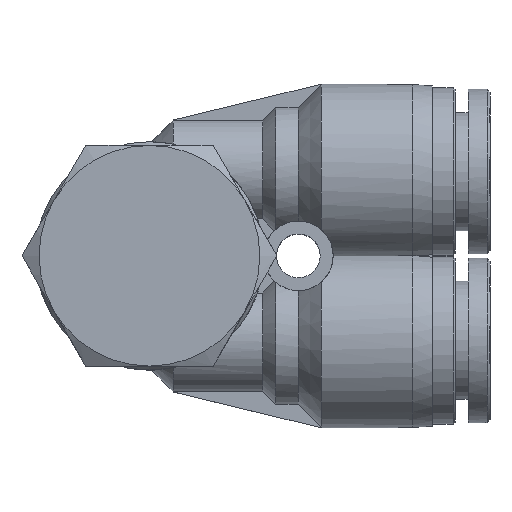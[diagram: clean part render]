
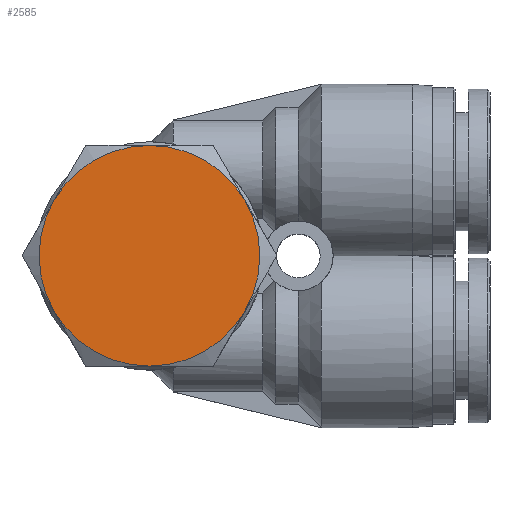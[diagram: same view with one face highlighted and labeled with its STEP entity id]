
A CAD part, top view. The second image highlights one B-rep face of the part: STEP entity #2585.
In plain terms, the highlighted face is planar.
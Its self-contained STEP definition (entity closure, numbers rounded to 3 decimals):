
#2102=CARTESIAN_POINT('',(0.,-9.626,-5.558));
#2103=VERTEX_POINT('',#2102);
#2117=CARTESIAN_POINT('',(0.,-9.626,5.557));
#2118=VERTEX_POINT('',#2117);
#2132=CARTESIAN_POINT('',(0.,0.,0.0));
#2133=DIRECTION('',(-1.0,0.0,0.0));
#2134=DIRECTION('',(0.0,1.0,0.0));
#2135=AXIS2_PLACEMENT_3D('',#2132,#2133,#2134);
#2136=CIRCLE('',#2135,11.115);
#2137=EDGE_CURVE('',#2103,#2118,#2136,.T.);
#2149=CARTESIAN_POINT('',(0.,0.,-11.115));
#2150=VERTEX_POINT('',#2149);
#2177=CARTESIAN_POINT('',(0.,0.,0.0));
#2178=DIRECTION('',(-1.0,0.0,0.0));
#2179=DIRECTION('',(0.0,1.0,0.0));
#2180=AXIS2_PLACEMENT_3D('',#2177,#2178,#2179);
#2181=CIRCLE('',#2180,11.115);
#2182=EDGE_CURVE('',#2150,#2103,#2181,.T.);
#2194=CARTESIAN_POINT('',(0.,9.626,-5.558));
#2195=VERTEX_POINT('',#2194);
#2222=CARTESIAN_POINT('',(0.,0.,0.0));
#2223=DIRECTION('',(-1.0,0.0,0.0));
#2224=DIRECTION('',(0.0,1.0,0.0));
#2225=AXIS2_PLACEMENT_3D('',#2222,#2223,#2224);
#2226=CIRCLE('',#2225,11.115);
#2227=EDGE_CURVE('',#2195,#2150,#2226,.T.);
#2252=CARTESIAN_POINT('',(0.,9.626,5.558));
#2253=VERTEX_POINT('',#2252);
#2254=CARTESIAN_POINT('',(0.,0.,0.0));
#2255=DIRECTION('',(-1.0,0.0,0.0));
#2256=DIRECTION('',(0.0,1.0,0.0));
#2257=AXIS2_PLACEMENT_3D('',#2254,#2255,#2256);
#2258=CIRCLE('',#2257,11.115);
#2259=EDGE_CURVE('',#2253,#2195,#2258,.T.);
#2297=CARTESIAN_POINT('',(0.,0.,11.115));
#2298=VERTEX_POINT('',#2297);
#2299=CARTESIAN_POINT('',(0.,0.,0.0));
#2300=DIRECTION('',(-1.0,0.0,0.0));
#2301=DIRECTION('',(0.0,1.0,0.0));
#2302=AXIS2_PLACEMENT_3D('',#2299,#2300,#2301);
#2303=CIRCLE('',#2302,11.115);
#2304=EDGE_CURVE('',#2298,#2253,#2303,.T.);
#2342=CARTESIAN_POINT('',(0.,0.,0.0));
#2343=DIRECTION('',(-1.0,0.0,0.0));
#2344=DIRECTION('',(0.0,1.0,0.0));
#2345=AXIS2_PLACEMENT_3D('',#2342,#2343,#2344);
#2346=CIRCLE('',#2345,11.115);
#2347=EDGE_CURVE('',#2118,#2298,#2346,.T.);
#2572=CARTESIAN_POINT('',(0.,5.558,0.0));
#2573=DIRECTION('',(-1.0,0.0,0.0));
#2574=DIRECTION('',(0.0,0.0,1.0));
#2575=AXIS2_PLACEMENT_3D('',#2572,#2573,#2574);
#2576=PLANE('',#2575);
#2577=ORIENTED_EDGE('',*,*,#2347,.T.);
#2578=ORIENTED_EDGE('',*,*,#2304,.T.);
#2579=ORIENTED_EDGE('',*,*,#2259,.T.);
#2580=ORIENTED_EDGE('',*,*,#2227,.T.);
#2581=ORIENTED_EDGE('',*,*,#2182,.T.);
#2582=ORIENTED_EDGE('',*,*,#2137,.T.);
#2583=EDGE_LOOP('',(#2577,#2578,#2579,#2580,#2581,#2582));
#2584=FACE_OUTER_BOUND('',#2583,.T.);
#2585=ADVANCED_FACE('',(#2584),#2576,.T.);
